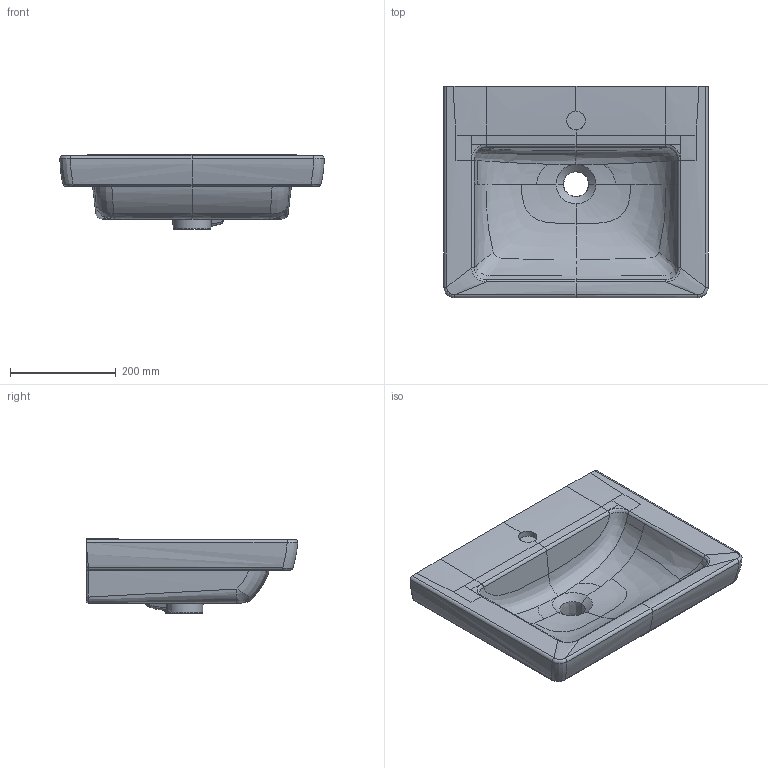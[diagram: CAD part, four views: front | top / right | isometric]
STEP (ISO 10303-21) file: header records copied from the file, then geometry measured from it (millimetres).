
FILE_DESCRIPTION(/* description */ (''),/* implementation_level */ '2;1');
FILE_NAME(/* name */ '731550_Subway_2.0HWB_.stp',/* time_stamp */ '2019-02-22T07:36:28+01:00',/* author */ (''),/* organization */ (''),/* preprocessor_version */ 'ST-DEVELOPER v16',/* originating_system */ 'SIEMENS PLM Software NX 10.0',/* authorisation */ '');
FILE_SCHEMA (('AUTOMOTIVE_DESIGN { 1 0 10303 214 3 1 1 1 }'));
Length unit declared in the file: millimetre
Products named in the file (1): math27C8D09Cbdqr
Bounding box: 500 x 400 x 141.69 mm (x, y, z)
Volume: 10506958.7 mm3; surface area: 629028.2 mm2
Topology: 1 solids, 1 shells, 265 faces, 651 edges, 380 vertices
Faces by surface type: bspline 191, cylinder 41, plane 26, sphere 4, extrusion 2, cone 1
Full cylindrical faces by diameter (mm): 35 x1
Entity records: 19726 total; most frequent: CARTESIAN_POINT 15565, ORIENTED_EDGE 1280, EDGE_CURVE 640, B_SPLINE_CURVE_WITH_KNOTS 451, VERTEX_POINT 378, EDGE_LOOP 268, ADVANCED_FACE 265, FACE_OUTER_BOUND 262
